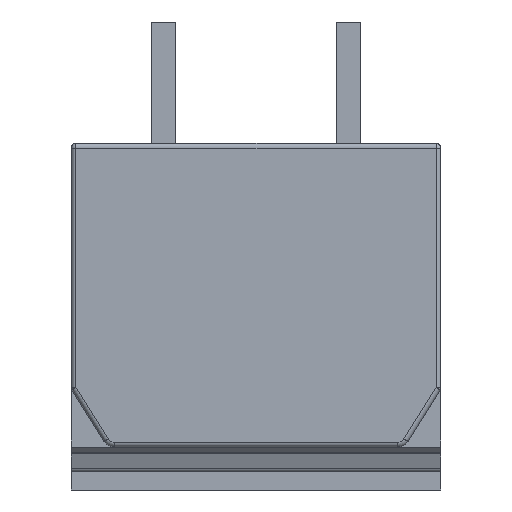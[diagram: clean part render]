
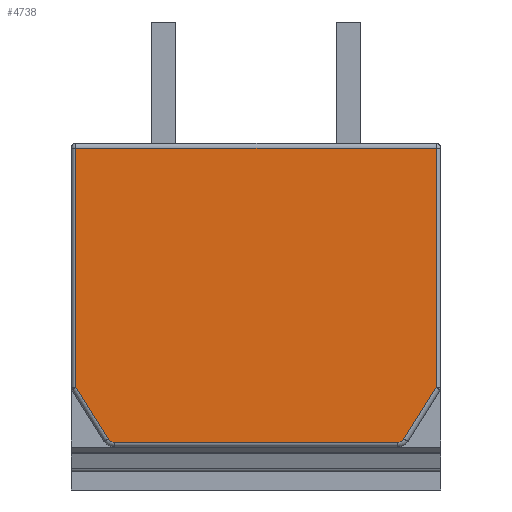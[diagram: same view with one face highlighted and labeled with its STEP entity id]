
A CAD part, left-side view. The second image highlights one B-rep face of the part: STEP entity #4738.
In plain terms, the highlighted planar face has unit normal (-1, 0, 0).
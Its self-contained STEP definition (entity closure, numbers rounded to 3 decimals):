
#1380=DIRECTION('',(0.,1.,0.));
#1381=VECTOR('',#1380,14.84);
#1382=CARTESIAN_POINT('',(-11.15,0.2,6.756));
#1383=LINE('',#1382,#1381);
#1399=DIRECTION('',(0.,0.,1.));
#1400=VECTOR('',#1399,9.863);
#1401=CARTESIAN_POINT('',(-11.15,0.2,-3.106));
#1402=LINE('',#1401,#1400);
#1403=DIRECTION('',(0.,-0.53,0.848));
#1404=VECTOR('',#1403,2.496);
#1405=CARTESIAN_POINT('',(-11.15,1.523,-5.223));
#1406=LINE('',#1405,#1404);
#1407=CARTESIAN_POINT('',(-11.15,1.777,-5.064));
#1408=DIRECTION('',(-1.,0.,0.));
#1409=DIRECTION('',(0.,0.,-1.));
#1410=AXIS2_PLACEMENT_3D('',#1407,#1408,#1409);
#1412=DIRECTION('',(0.,1.,0.));
#1413=VECTOR('',#1412,11.686);
#1414=CARTESIAN_POINT('',(-11.15,1.777,-5.364));
#1415=LINE('',#1414,#1413);
#1416=CARTESIAN_POINT('',(-11.15,13.463,-5.064));
#1417=DIRECTION('',(-1.,0.,0.));
#1418=DIRECTION('',(0.,0.848,-0.53));
#1419=AXIS2_PLACEMENT_3D('',#1416,#1417,#1418);
#1421=DIRECTION('',(0.,-0.53,-0.848));
#1422=VECTOR('',#1421,2.496);
#1423=CARTESIAN_POINT('',(-11.15,15.04,-3.106));
#1424=LINE('',#1423,#1422);
#1425=DIRECTION('',(0.,0.,-1.));
#1426=VECTOR('',#1425,9.863);
#1427=CARTESIAN_POINT('',(-11.15,15.04,6.756));
#1428=LINE('',#1427,#1426);
#2679=CARTESIAN_POINT('',(-11.15,0.2,6.756));
#2680=VERTEX_POINT('',#2679);
#2681=CARTESIAN_POINT('',(-11.15,0.2,-3.106));
#2682=VERTEX_POINT('',#2681);
#2687=CARTESIAN_POINT('',(-11.15,1.523,-5.223));
#2688=VERTEX_POINT('',#2687);
#2692=CARTESIAN_POINT('',(-11.15,1.777,-5.364));
#2694=VERTEX_POINT('',#2692);
#2695=CARTESIAN_POINT('',(-11.15,13.463,-5.364));
#2697=VERTEX_POINT('',#2695);
#2701=CARTESIAN_POINT('',(-11.15,13.717,-5.223));
#2702=VERTEX_POINT('',#2701);
#2703=CARTESIAN_POINT('',(-11.15,15.04,-3.106));
#2704=VERTEX_POINT('',#2703);
#2709=CARTESIAN_POINT('',(-11.15,15.04,6.756));
#2710=VERTEX_POINT('',#2709);
#4717=CARTESIAN_POINT('',(-11.15,0.,-5.364));
#4718=DIRECTION('',(-1.,0.,0.));
#4719=DIRECTION('',(0.,0.,1.));
#4720=AXIS2_PLACEMENT_3D('',#4717,#4718,#4719);
#4721=PLANE('',#4720);
#4722=ORIENTED_EDGE('',*,*,#4708,.F.);
#4724=ORIENTED_EDGE('',*,*,#4723,.F.);
#4726=ORIENTED_EDGE('',*,*,#4725,.F.);
#4728=ORIENTED_EDGE('',*,*,#4727,.T.);
#4730=ORIENTED_EDGE('',*,*,#4729,.F.);
#4732=ORIENTED_EDGE('',*,*,#4731,.F.);
#4734=ORIENTED_EDGE('',*,*,#4733,.F.);
#4735=ORIENTED_EDGE('',*,*,#4684,.F.);
#4736=EDGE_LOOP('',(#4722,#4724,#4726,#4728,#4730,#4732,#4734,#4735));
#4737=FACE_OUTER_BOUND('',#4736,.F.);
#4738=ADVANCED_FACE('',(#4737),#4721,.T.);
#1411=CIRCLE('',#1410,0.3);
#1420=CIRCLE('',#1419,0.3);
#4684=EDGE_CURVE('',#2680,#2710,#1383,.T.);
#4708=EDGE_CURVE('',#2682,#2680,#1402,.T.);
#4723=EDGE_CURVE('',#2688,#2682,#1406,.T.);
#4725=EDGE_CURVE('',#2694,#2688,#1411,.T.);
#4727=EDGE_CURVE('',#2694,#2697,#1415,.T.);
#4729=EDGE_CURVE('',#2702,#2697,#1420,.T.);
#4731=EDGE_CURVE('',#2704,#2702,#1424,.T.);
#4733=EDGE_CURVE('',#2710,#2704,#1428,.T.);
